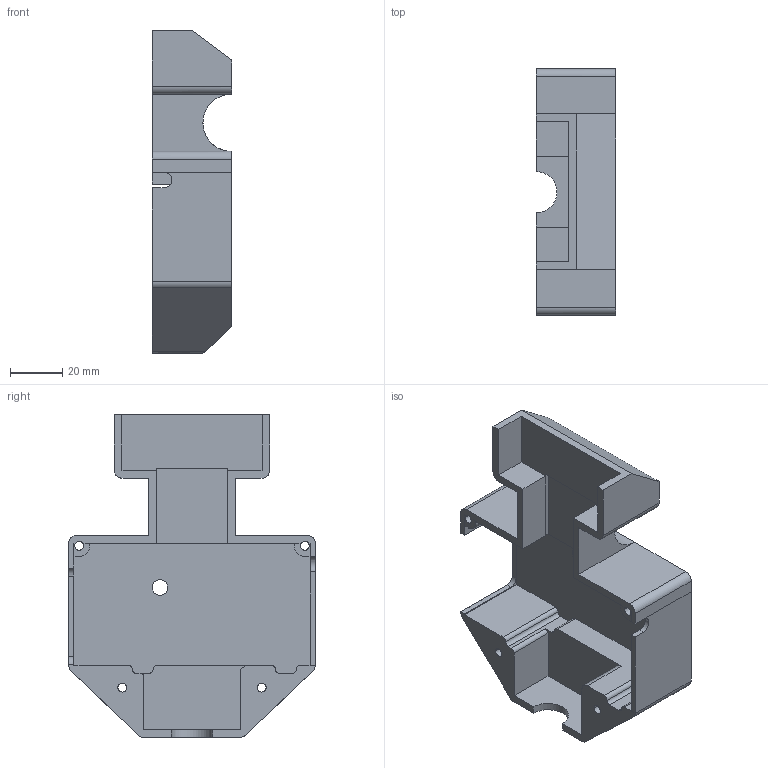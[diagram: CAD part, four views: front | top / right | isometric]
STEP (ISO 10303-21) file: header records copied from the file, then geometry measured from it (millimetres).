
FILE_DESCRIPTION(/* description */ (''),/* implementation_level */ '2;1');
FILE_NAME(/* name */ 'x360-a',/* time_stamp */ '2017-06-27T19:16:59+09:00',/* author */ (''),/* organization */ (''),/* preprocessor_version */ 'ST-DEVELOPER v15',/* originating_system */ '',/* authorisation */ '');
FILE_SCHEMA (('AUTOMOTIVE_DESIGN'));
Length unit declared in the file: millimetre
Products named in the file (1): Document
Bounding box: 30.4 x 94.7 x 124 mm (x, y, z)
Volume: 85110.9 mm3; surface area: 39745.7 mm2
Topology: 1 solids, 1 shells, 109 faces, 320 edges, 215 vertices
Faces by surface type: bspline 62, plane 47
Entity records: 3450 total; most frequent: CARTESIAN_POINT 1619, ORIENTED_EDGE 640, EDGE_CURVE 320, VERTEX_POINT 215, B_SPLINE_CURVE_WITH_KNOTS 130, EDGE_LOOP 121, ADVANCED_FACE 109, FACE_OUTER_BOUND 109
